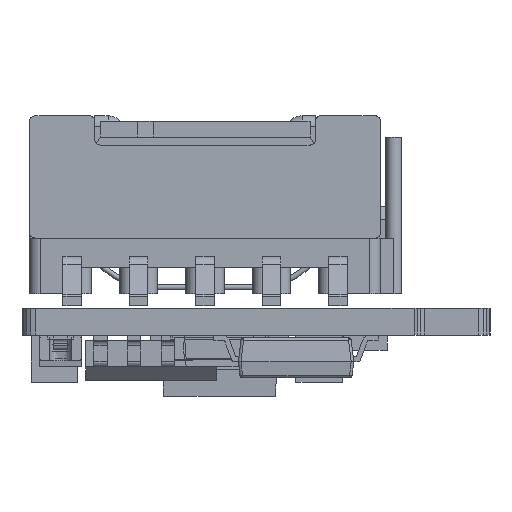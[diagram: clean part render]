
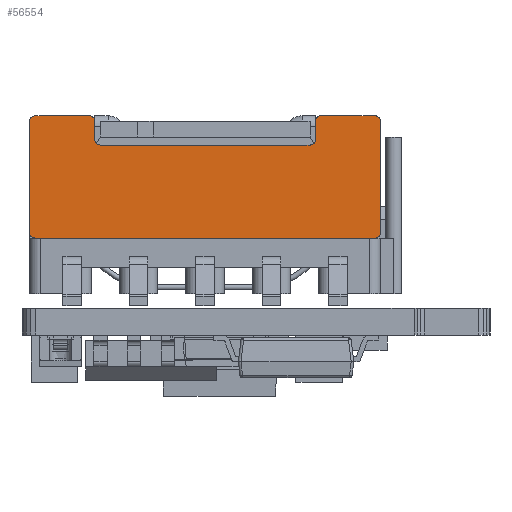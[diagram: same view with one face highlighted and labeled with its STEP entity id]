
A CAD part, left-side view. The second image highlights one B-rep face of the part: STEP entity #56554.
In plain terms, the highlighted planar face has unit normal (-1, 0, 0).
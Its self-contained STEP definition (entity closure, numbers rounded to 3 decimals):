
#55484=DIRECTION('',(0.,0.,1.));
#55485=VECTOR('',#55484,12.8);
#55486=CARTESIAN_POINT('',(-6.6,0.,-13.4));
#55487=LINE('',#55486,#55485);
#55812=CARTESIAN_POINT('',(-6.6,0.2,-13.4));
#55813=DIRECTION('',(1.,0.,0.));
#55814=DIRECTION('',(0.,-1.,0.));
#55815=AXIS2_PLACEMENT_3D('',#55812,#55813,#55814);
#55820=CARTESIAN_POINT('',(-6.6,4.4,-13.4));
#55821=DIRECTION('',(1.,0.,0.));
#55822=DIRECTION('',(0.,0.,-1.));
#55823=AXIS2_PLACEMENT_3D('',#55820,#55821,#55822);
#55828=CARTESIAN_POINT('',(-6.6,4.4,-11.35));
#55829=DIRECTION('',(1.,0.,0.));
#55830=DIRECTION('',(0.,1.,0.));
#55831=AXIS2_PLACEMENT_3D('',#55828,#55829,#55830);
#55836=CARTESIAN_POINT('',(-6.6,3.7,-10.95));
#55837=DIRECTION('',(-1.,0.,0.));
#55838=DIRECTION('',(0.,0.,-1.));
#55839=AXIS2_PLACEMENT_3D('',#55836,#55837,#55838);
#55844=CARTESIAN_POINT('',(-6.6,3.7,-3.05));
#55845=DIRECTION('',(-1.,0.,0.));
#55846=DIRECTION('',(0.,-1.,0.));
#55847=AXIS2_PLACEMENT_3D('',#55844,#55845,#55846);
#55852=CARTESIAN_POINT('',(-6.6,4.4,-2.65));
#55853=DIRECTION('',(1.,0.,0.));
#55854=DIRECTION('',(0.,0.,-1.));
#55855=AXIS2_PLACEMENT_3D('',#55852,#55853,#55854);
#55860=CARTESIAN_POINT('',(-6.6,4.4,-0.6));
#55861=DIRECTION('',(1.,0.,0.));
#55862=DIRECTION('',(0.,1.,0.));
#55863=AXIS2_PLACEMENT_3D('',#55860,#55861,#55862);
#55868=CARTESIAN_POINT('',(-6.6,0.2,-0.6));
#55869=DIRECTION('',(1.,0.,0.));
#55870=DIRECTION('',(0.,0.,1.));
#55871=AXIS2_PLACEMENT_3D('',#55868,#55869,#55870);
#55876=DIRECTION('',(0.,-1.,0.));
#55877=VECTOR('',#55876,4.2);
#55878=CARTESIAN_POINT('',(-6.6,4.4,-13.6));
#55879=LINE('',#55878,#55877);
#55897=DIRECTION('',(0.,0.,-1.));
#55898=VECTOR('',#55897,2.05);
#55899=CARTESIAN_POINT('',(-6.6,4.6,-11.35));
#55900=LINE('',#55899,#55898);
#55918=DIRECTION('',(0.,1.,0.));
#55919=VECTOR('',#55918,0.7);
#55920=CARTESIAN_POINT('',(-6.6,3.7,-11.15));
#55921=LINE('',#55920,#55919);
#55953=DIRECTION('',(0.,0.,-1.));
#55954=VECTOR('',#55953,7.9);
#55955=CARTESIAN_POINT('',(-6.6,3.5,-3.05));
#55956=LINE('',#55955,#55954);
#55974=DIRECTION('',(0.,-1.,0.));
#55975=VECTOR('',#55974,0.7);
#55976=CARTESIAN_POINT('',(-6.6,4.4,-2.85));
#55977=LINE('',#55976,#55975);
#56002=DIRECTION('',(0.,0.,-1.));
#56003=VECTOR('',#56002,2.05);
#56004=CARTESIAN_POINT('',(-6.6,4.6,-0.6));
#56005=LINE('',#56004,#56003);
#56023=DIRECTION('',(0.,1.,0.));
#56024=VECTOR('',#56023,4.2);
#56025=CARTESIAN_POINT('',(-6.6,0.2,-0.4));
#56026=LINE('',#56025,#56024);
#56076=CARTESIAN_POINT('',(-6.6,0.,-13.4));
#56078=VERTEX_POINT('',#56076);
#56079=CARTESIAN_POINT('',(-6.6,0.,-0.6));
#56080=VERTEX_POINT('',#56079);
#56093=CARTESIAN_POINT('',(-6.6,0.2,-13.6));
#56094=VERTEX_POINT('',#56093);
#56145=CARTESIAN_POINT('',(-6.6,0.2,-0.4));
#56146=VERTEX_POINT('',#56145);
#56147=CARTESIAN_POINT('',(-6.6,4.4,-13.6));
#56148=VERTEX_POINT('',#56147);
#56149=CARTESIAN_POINT('',(-6.6,4.6,-13.4));
#56150=VERTEX_POINT('',#56149);
#56151=CARTESIAN_POINT('',(-6.6,4.6,-11.35));
#56152=VERTEX_POINT('',#56151);
#56153=CARTESIAN_POINT('',(-6.6,4.4,-11.15));
#56154=VERTEX_POINT('',#56153);
#56155=CARTESIAN_POINT('',(-6.6,3.7,-11.15));
#56156=VERTEX_POINT('',#56155);
#56157=CARTESIAN_POINT('',(-6.6,3.5,-10.95));
#56158=VERTEX_POINT('',#56157);
#56159=CARTESIAN_POINT('',(-6.6,3.5,-3.05));
#56160=VERTEX_POINT('',#56159);
#56161=CARTESIAN_POINT('',(-6.6,3.7,-2.85));
#56162=VERTEX_POINT('',#56161);
#56163=CARTESIAN_POINT('',(-6.6,4.4,-2.85));
#56164=VERTEX_POINT('',#56163);
#56165=CARTESIAN_POINT('',(-6.6,4.6,-2.65));
#56166=VERTEX_POINT('',#56165);
#56167=CARTESIAN_POINT('',(-6.6,4.6,-0.6));
#56168=VERTEX_POINT('',#56167);
#56169=CARTESIAN_POINT('',(-6.6,4.4,-0.4));
#56170=VERTEX_POINT('',#56169);
#56518=CARTESIAN_POINT('',(-6.6,-1.05,0.));
#56519=DIRECTION('',(-1.,0.,0.));
#56520=DIRECTION('',(0.,0.,1.));
#56521=AXIS2_PLACEMENT_3D('',#56518,#56519,#56520);
#56522=PLANE('',#56521);
#56523=ORIENTED_EDGE('',*,*,#56313,.T.);
#56525=ORIENTED_EDGE('',*,*,#56524,.F.);
#56527=ORIENTED_EDGE('',*,*,#56526,.T.);
#56529=ORIENTED_EDGE('',*,*,#56528,.F.);
#56531=ORIENTED_EDGE('',*,*,#56530,.T.);
#56533=ORIENTED_EDGE('',*,*,#56532,.F.);
#56535=ORIENTED_EDGE('',*,*,#56534,.T.);
#56537=ORIENTED_EDGE('',*,*,#56536,.F.);
#56539=ORIENTED_EDGE('',*,*,#56538,.T.);
#56541=ORIENTED_EDGE('',*,*,#56540,.F.);
#56543=ORIENTED_EDGE('',*,*,#56542,.T.);
#56545=ORIENTED_EDGE('',*,*,#56544,.F.);
#56547=ORIENTED_EDGE('',*,*,#56546,.T.);
#56549=ORIENTED_EDGE('',*,*,#56548,.F.);
#56550=ORIENTED_EDGE('',*,*,#56504,.T.);
#56551=ORIENTED_EDGE('',*,*,#56275,.F.);
#56552=EDGE_LOOP('',(#56523,#56525,#56527,#56529,#56531,#56533,#56535,#56537,
#56539,#56541,#56543,#56545,#56547,#56549,#56550,#56551));
#56553=FACE_OUTER_BOUND('',#56552,.F.);
#56554=ADVANCED_FACE('',(#56553),#56522,.T.);
#55816=CIRCLE('',#55815,0.2);
#55824=CIRCLE('',#55823,0.2);
#55832=CIRCLE('',#55831,0.2);
#55840=CIRCLE('',#55839,0.2);
#55848=CIRCLE('',#55847,0.2);
#55856=CIRCLE('',#55855,0.2);
#55864=CIRCLE('',#55863,0.2);
#55872=CIRCLE('',#55871,0.2);
#56275=EDGE_CURVE('',#56078,#56080,#55487,.T.);
#56313=EDGE_CURVE('',#56078,#56094,#55816,.T.);
#56504=EDGE_CURVE('',#56146,#56080,#55872,.T.);
#56524=EDGE_CURVE('',#56148,#56094,#55879,.T.);
#56526=EDGE_CURVE('',#56148,#56150,#55824,.T.);
#56528=EDGE_CURVE('',#56152,#56150,#55900,.T.);
#56530=EDGE_CURVE('',#56152,#56154,#55832,.T.);
#56532=EDGE_CURVE('',#56156,#56154,#55921,.T.);
#56534=EDGE_CURVE('',#56156,#56158,#55840,.T.);
#56536=EDGE_CURVE('',#56160,#56158,#55956,.T.);
#56538=EDGE_CURVE('',#56160,#56162,#55848,.T.);
#56540=EDGE_CURVE('',#56164,#56162,#55977,.T.);
#56542=EDGE_CURVE('',#56164,#56166,#55856,.T.);
#56544=EDGE_CURVE('',#56168,#56166,#56005,.T.);
#56546=EDGE_CURVE('',#56168,#56170,#55864,.T.);
#56548=EDGE_CURVE('',#56146,#56170,#56026,.T.);
